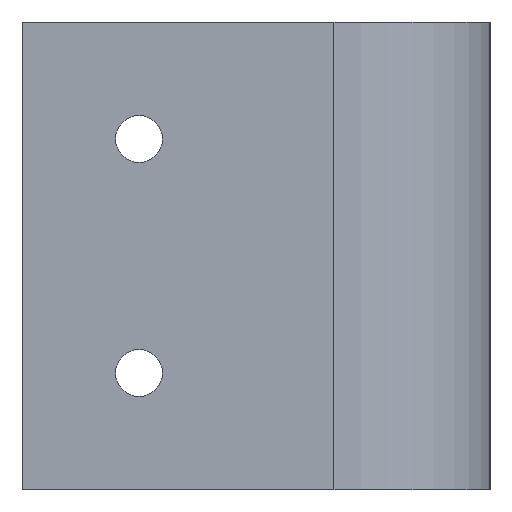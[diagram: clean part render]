
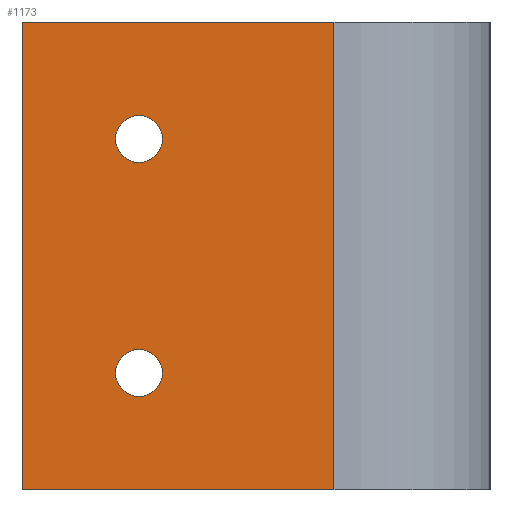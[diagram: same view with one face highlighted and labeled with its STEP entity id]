
A CAD part, left-side view. The second image highlights one B-rep face of the part: STEP entity #1173.
In plain terms, the highlighted planar face has unit normal (-1, 0, 0).
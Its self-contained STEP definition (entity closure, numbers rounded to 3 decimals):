
#15=FACE_BOUND('',#200,.T.);
#16=FACE_BOUND('',#201,.T.);
#95=PLANE('',#1321);
#145=FACE_OUTER_BOUND('',#199,.T.);
#199=EDGE_LOOP('',(#937,#938,#939,#940));
#200=EDGE_LOOP('',(#941));
#201=EDGE_LOOP('',(#942));
#333=LINE('',#1941,#401);
#334=LINE('',#1943,#402);
#335=LINE('',#1945,#403);
#336=LINE('',#1946,#404);
#401=VECTOR('',#1627,10.);
#402=VECTOR('',#1628,10.);
#403=VECTOR('',#1629,10.);
#404=VECTOR('',#1630,10.);
#505=CIRCLE('',#1316,1.5);
#507=CIRCLE('',#1319,1.5);
#593=VERTEX_POINT('',#1927);
#595=VERTEX_POINT('',#1933);
#597=VERTEX_POINT('',#1939);
#598=VERTEX_POINT('',#1940);
#599=VERTEX_POINT('',#1942);
#600=VERTEX_POINT('',#1944);
#735=EDGE_CURVE('',#593,#593,#505,.T.);
#738=EDGE_CURVE('',#595,#595,#507,.T.);
#741=EDGE_CURVE('',#597,#598,#333,.T.);
#742=EDGE_CURVE('',#597,#599,#334,.T.);
#743=EDGE_CURVE('',#600,#599,#335,.T.);
#744=EDGE_CURVE('',#598,#600,#336,.T.);
#937=ORIENTED_EDGE('',*,*,#741,.F.);
#938=ORIENTED_EDGE('',*,*,#742,.T.);
#939=ORIENTED_EDGE('',*,*,#743,.F.);
#940=ORIENTED_EDGE('',*,*,#744,.F.);
#941=ORIENTED_EDGE('',*,*,#735,.T.);
#942=ORIENTED_EDGE('',*,*,#738,.T.);
#1173=ADVANCED_FACE('',(#145,#15,#16),#95,.T.);
#1316=AXIS2_PLACEMENT_3D('',#1928,#1613,#1614);
#1319=AXIS2_PLACEMENT_3D('',#1934,#1620,#1621);
#1321=AXIS2_PLACEMENT_3D('',#1938,#1625,#1626);
#1613=DIRECTION('center_axis',(1.,0.,0.));
#1614=DIRECTION('ref_axis',(0.,-1.,0.));
#1620=DIRECTION('center_axis',(1.,0.,0.));
#1621=DIRECTION('ref_axis',(0.,-1.,0.));
#1625=DIRECTION('center_axis',(-1.,0.,0.));
#1626=DIRECTION('ref_axis',(0.,-1.,0.));
#1627=DIRECTION('',(0.,1.,0.));
#1628=DIRECTION('',(0.,0.,1.));
#1629=DIRECTION('',(0.,-1.,0.));
#1630=DIRECTION('',(0.,0.,1.));
#1927=CARTESIAN_POINT('',(0.,24.,7.5));
#1928=CARTESIAN_POINT('Origin',(0.,22.5,7.5));
#1933=CARTESIAN_POINT('',(0.,24.,22.5));
#1934=CARTESIAN_POINT('Origin',(0.,22.5,22.5));
#1938=CARTESIAN_POINT('Origin',(0.,30.,0.));
#1939=CARTESIAN_POINT('',(0.,10.,0.));
#1940=CARTESIAN_POINT('',(0.,30.,0.));
#1941=CARTESIAN_POINT('',(0.,10.,0.));
#1942=CARTESIAN_POINT('',(0.,10.,30.));
#1943=CARTESIAN_POINT('',(0.,10.,0.));
#1944=CARTESIAN_POINT('',(0.,30.,30.));
#1945=CARTESIAN_POINT('',(0.,10.,30.));
#1946=CARTESIAN_POINT('',(0.,30.,0.));
